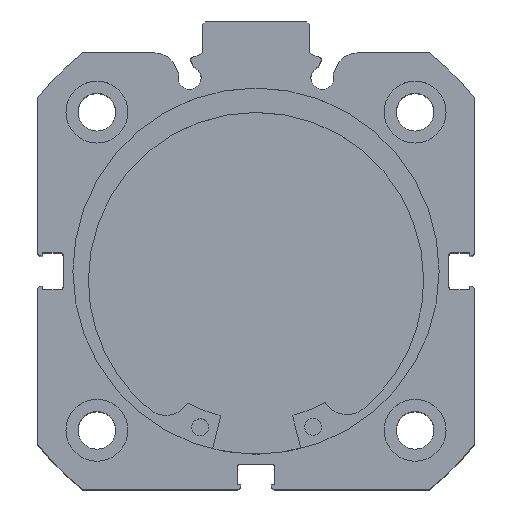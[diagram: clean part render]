
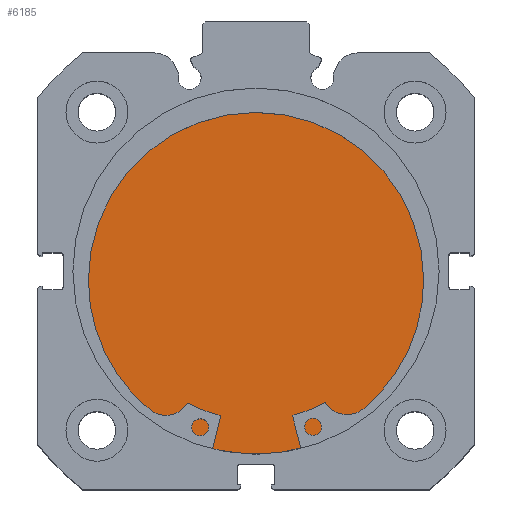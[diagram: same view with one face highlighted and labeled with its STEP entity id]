
A CAD part, top view. The second image highlights one B-rep face of the part: STEP entity #6185.
In plain terms, the highlighted face is planar.
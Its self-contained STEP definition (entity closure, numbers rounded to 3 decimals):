
#2 = DIRECTION ( 'NONE',  ( 0., 0., 1. ) ) ;
#3 = DIRECTION ( 'NONE',  ( -1., 0., 0. ) ) ;
#14 = CARTESIAN_POINT ( 'NONE',  ( 9.5, 0., 0. ) ) ;
#504 = DIRECTION ( 'NONE',  ( 0., 0., 1. ) ) ;
#505 = DIRECTION ( 'NONE',  ( -1., 0., 0. ) ) ;
#519 = CARTESIAN_POINT ( 'NONE',  ( 9.5, 0., 0. ) ) ;
#614 = ORIENTED_EDGE ( 'NONE', *, *, #946, .F. ) ;
#630 = ORIENTED_EDGE ( 'NONE', *, *, #852, .F. ) ;
#852 = EDGE_CURVE ( 'NONE', #6449, #6454, #2360, .T. ) ;
#946 = EDGE_CURVE ( 'NONE', #6454, #6449, #2498, .T. ) ;
#1183 = AXIS2_PLACEMENT_3D ( 'NONE', #519, #505, #504 ) ;
#1231 = AXIS2_PLACEMENT_3D ( 'NONE', #14, #3, #2 ) ;
#1295 = AXIS2_PLACEMENT_3D ( 'NONE', #3122, #3125, #3126 ) ;
#2360 = CIRCLE ( 'NONE', #1183, 32.5 ) ;
#2498 = CIRCLE ( 'NONE', #1231, 32.5 ) ;
#2651 = FACE_OUTER_BOUND ( 'NONE', #4970, .T. ) ;
#3122 = CARTESIAN_POINT ( 'NONE',  ( 9.5, 32.5, 0. ) ) ;
#3123 = PLANE ( 'NONE',  #1295 ) ;
#3125 = DIRECTION ( 'NONE',  ( -1., 0., 0. ) ) ;
#3126 = DIRECTION ( 'NONE',  ( 0., 0., 1. ) ) ;
#3901 = CARTESIAN_POINT ( 'NONE',  ( 9.5, 0., -32.5 ) ) ;
#3906 = CARTESIAN_POINT ( 'NONE',  ( 9.5, 0., 32.5 ) ) ;
#4970 = EDGE_LOOP ( 'NONE', ( #614, #630 ) ) ;
#6185 = ADVANCED_FACE ( 'NONE', ( #2651 ), #3123, .F. ) ;
#6449 = VERTEX_POINT ( 'NONE', #3901 ) ;
#6454 = VERTEX_POINT ( 'NONE', #3906 ) ;
